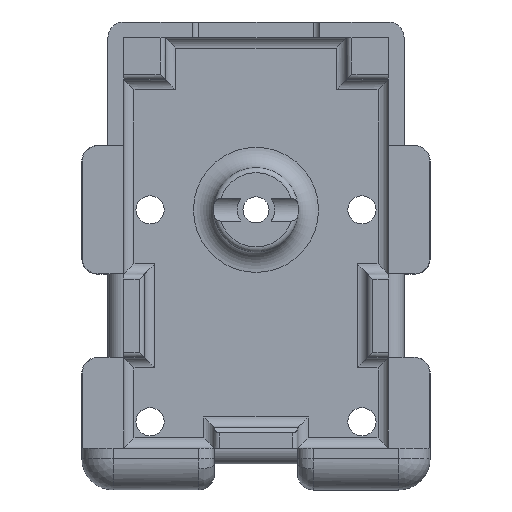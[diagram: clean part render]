
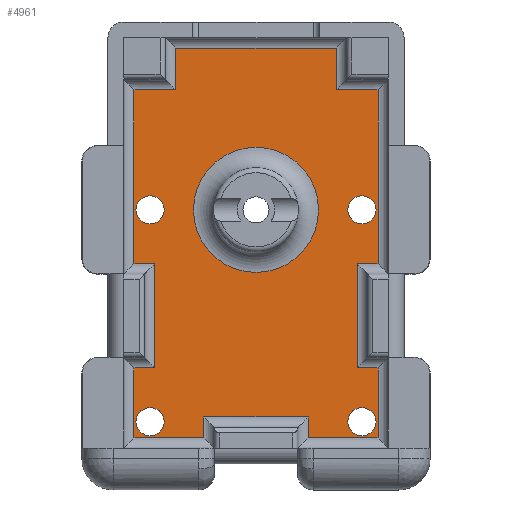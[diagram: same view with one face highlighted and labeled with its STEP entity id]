
A CAD part, top view. The second image highlights one B-rep face of the part: STEP entity #4961.
In plain terms, the highlighted planar face has unit normal (0, 0, 1).
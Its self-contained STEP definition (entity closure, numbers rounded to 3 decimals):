
#127=FACE_BOUND('',#878,.T.);
#128=FACE_BOUND('',#879,.T.);
#129=FACE_BOUND('',#880,.T.);
#130=FACE_BOUND('',#881,.T.);
#131=FACE_BOUND('',#882,.T.);
#250=PLANE('',#5362);
#575=FACE_OUTER_BOUND('',#877,.T.);
#877=EDGE_LOOP('',(#4153,#4154,#4155,#4156,#4157,#4158,#4159,#4160,#4161,
#4162,#4163,#4164,#4165,#4166,#4167,#4168,#4169,#4170,#4171,#4172));
#878=EDGE_LOOP('',(#4173));
#879=EDGE_LOOP('',(#4174));
#880=EDGE_LOOP('',(#4175));
#881=EDGE_LOOP('',(#4176));
#882=EDGE_LOOP('',(#4177));
#1291=LINE('',#8253,#1740);
#1293=LINE('',#8260,#1742);
#1294=LINE('',#8267,#1743);
#1295=LINE('',#8271,#1744);
#1297=LINE('',#8277,#1746);
#1298=LINE('',#8282,#1747);
#1300=LINE('',#8289,#1749);
#1301=LINE('',#8294,#1750);
#1302=LINE('',#8298,#1751);
#1303=LINE('',#8303,#1752);
#1305=LINE('',#8307,#1754);
#1306=LINE('',#8309,#1755);
#1308=LINE('',#8313,#1757);
#1309=LINE('',#8317,#1758);
#1310=LINE('',#8320,#1759);
#1311=LINE('',#8322,#1760);
#1312=LINE('',#8325,#1761);
#1313=LINE('',#8329,#1762);
#1314=LINE('',#8332,#1763);
#1315=LINE('',#8334,#1764);
#1740=VECTOR('',#6295,10.);
#1742=VECTOR('',#6303,10.);
#1743=VECTOR('',#6312,10.);
#1744=VECTOR('',#6317,10.);
#1746=VECTOR('',#6323,10.);
#1747=VECTOR('',#6330,10.);
#1749=VECTOR('',#6338,10.);
#1750=VECTOR('',#6345,10.);
#1751=VECTOR('',#6348,10.);
#1752=VECTOR('',#6355,10.);
#1754=VECTOR('',#6361,10.);
#1755=VECTOR('',#6364,10.);
#1757=VECTOR('',#6368,10.);
#1758=VECTOR('',#6373,10.);
#1759=VECTOR('',#6378,10.);
#1760=VECTOR('',#6381,10.);
#1761=VECTOR('',#6384,10.);
#1762=VECTOR('',#6389,10.);
#1763=VECTOR('',#6394,10.);
#1764=VECTOR('',#6397,10.);
#1967=CIRCLE('',#5224,1.35);
#1971=CIRCLE('',#5230,1.35);
#1975=CIRCLE('',#5236,1.35);
#1979=CIRCLE('',#5242,1.35);
#1991=CIRCLE('',#5267,6.);
#2326=VERTEX_POINT('',#7936);
#2330=VERTEX_POINT('',#7948);
#2334=VERTEX_POINT('',#7960);
#2338=VERTEX_POINT('',#7972);
#2358=VERTEX_POINT('',#8097);
#2405=VERTEX_POINT('',#8251);
#2406=VERTEX_POINT('',#8252);
#2407=VERTEX_POINT('',#8258);
#2408=VERTEX_POINT('',#8259);
#2409=VERTEX_POINT('',#8264);
#2410=VERTEX_POINT('',#8266);
#2411=VERTEX_POINT('',#8270);
#2412=VERTEX_POINT('',#8275);
#2413=VERTEX_POINT('',#8276);
#2414=VERTEX_POINT('',#8281);
#2415=VERTEX_POINT('',#8286);
#2416=VERTEX_POINT('',#8288);
#2417=VERTEX_POINT('',#8292);
#2418=VERTEX_POINT('',#8296);
#2419=VERTEX_POINT('',#8297);
#2420=VERTEX_POINT('',#8302);
#2421=VERTEX_POINT('',#8312);
#2422=VERTEX_POINT('',#8316);
#2423=VERTEX_POINT('',#8324);
#2424=VERTEX_POINT('',#8328);
#2866=EDGE_CURVE('',#2326,#2326,#1967,.T.);
#2872=EDGE_CURVE('',#2330,#2330,#1971,.T.);
#2878=EDGE_CURVE('',#2334,#2334,#1975,.T.);
#2884=EDGE_CURVE('',#2338,#2338,#1979,.T.);
#2917=EDGE_CURVE('',#2358,#2358,#1991,.T.);
#2992=EDGE_CURVE('',#2405,#2406,#1291,.T.);
#2996=EDGE_CURVE('',#2407,#2408,#1293,.T.);
#3000=EDGE_CURVE('',#2409,#2410,#1294,.T.);
#3002=EDGE_CURVE('',#2408,#2411,#1295,.T.);
#3005=EDGE_CURVE('',#2412,#2413,#1297,.T.);
#3008=EDGE_CURVE('',#2413,#2414,#1298,.T.);
#3012=EDGE_CURVE('',#2415,#2416,#1300,.T.);
#3015=EDGE_CURVE('',#2417,#2415,#1301,.T.);
#3016=EDGE_CURVE('',#2418,#2419,#1302,.T.);
#3019=EDGE_CURVE('',#2419,#2420,#1303,.T.);
#3022=EDGE_CURVE('',#2420,#2417,#1305,.T.);
#3023=EDGE_CURVE('',#2414,#2418,#1306,.T.);
#3025=EDGE_CURVE('',#2416,#2421,#1308,.T.);
#3027=EDGE_CURVE('',#2421,#2422,#1309,.T.);
#3029=EDGE_CURVE('',#2411,#2412,#1310,.T.);
#3030=EDGE_CURVE('',#2422,#2409,#1311,.T.);
#3031=EDGE_CURVE('',#2410,#2423,#1312,.T.);
#3033=EDGE_CURVE('',#2424,#2407,#1313,.T.);
#3035=EDGE_CURVE('',#2423,#2405,#1314,.T.);
#3036=EDGE_CURVE('',#2406,#2424,#1315,.T.);
#4153=ORIENTED_EDGE('',*,*,#3016,.F.);
#4154=ORIENTED_EDGE('',*,*,#3023,.F.);
#4155=ORIENTED_EDGE('',*,*,#3008,.F.);
#4156=ORIENTED_EDGE('',*,*,#3005,.F.);
#4157=ORIENTED_EDGE('',*,*,#3029,.F.);
#4158=ORIENTED_EDGE('',*,*,#3002,.F.);
#4159=ORIENTED_EDGE('',*,*,#2996,.F.);
#4160=ORIENTED_EDGE('',*,*,#3033,.F.);
#4161=ORIENTED_EDGE('',*,*,#3036,.F.);
#4162=ORIENTED_EDGE('',*,*,#2992,.F.);
#4163=ORIENTED_EDGE('',*,*,#3035,.F.);
#4164=ORIENTED_EDGE('',*,*,#3031,.F.);
#4165=ORIENTED_EDGE('',*,*,#3000,.F.);
#4166=ORIENTED_EDGE('',*,*,#3030,.F.);
#4167=ORIENTED_EDGE('',*,*,#3027,.F.);
#4168=ORIENTED_EDGE('',*,*,#3025,.F.);
#4169=ORIENTED_EDGE('',*,*,#3012,.F.);
#4170=ORIENTED_EDGE('',*,*,#3015,.F.);
#4171=ORIENTED_EDGE('',*,*,#3022,.F.);
#4172=ORIENTED_EDGE('',*,*,#3019,.F.);
#4173=ORIENTED_EDGE('',*,*,#2878,.T.);
#4174=ORIENTED_EDGE('',*,*,#2884,.T.);
#4175=ORIENTED_EDGE('',*,*,#2866,.T.);
#4176=ORIENTED_EDGE('',*,*,#2872,.T.);
#4177=ORIENTED_EDGE('',*,*,#2917,.F.);
#4961=ADVANCED_FACE('',(#575,#127,#128,#129,#130,#131),#250,.T.);
#5224=AXIS2_PLACEMENT_3D('',#7937,#6030,#6031);
#5230=AXIS2_PLACEMENT_3D('',#7949,#6044,#6045);
#5236=AXIS2_PLACEMENT_3D('',#7961,#6058,#6059);
#5242=AXIS2_PLACEMENT_3D('',#7973,#6072,#6073);
#5267=AXIS2_PLACEMENT_3D('',#8099,#6137,#6138);
#5362=AXIS2_PLACEMENT_3D('',#8369,#6422,#6423);
#6030=DIRECTION('center_axis',(0.,0.,-1.));
#6031=DIRECTION('ref_axis',(-1.,0.,0.));
#6044=DIRECTION('center_axis',(0.,0.,-1.));
#6045=DIRECTION('ref_axis',(-1.,0.,0.));
#6058=DIRECTION('center_axis',(0.,0.,-1.));
#6059=DIRECTION('ref_axis',(-1.,0.,0.));
#6072=DIRECTION('center_axis',(0.,0.,-1.));
#6073=DIRECTION('ref_axis',(-1.,0.,0.));
#6137=DIRECTION('center_axis',(0.,0.,1.));
#6138=DIRECTION('ref_axis',(-1.,0.,0.));
#6295=DIRECTION('',(0.,1.,0.));
#6303=DIRECTION('',(-1.,0.,0.));
#6312=DIRECTION('',(-1.,0.,0.));
#6317=DIRECTION('',(0.,1.,0.));
#6323=DIRECTION('',(0.,1.,0.));
#6330=DIRECTION('',(1.,0.,0.));
#6338=DIRECTION('',(1.,0.,0.));
#6345=DIRECTION('',(0.,-1.,0.));
#6348=DIRECTION('',(1.,0.,0.));
#6355=DIRECTION('',(0.,-1.,0.));
#6361=DIRECTION('',(-1.,0.,0.));
#6364=DIRECTION('',(0.,-1.,0.));
#6368=DIRECTION('',(0.,-1.,0.));
#6373=DIRECTION('',(-1.,0.,0.));
#6378=DIRECTION('',(1.,0.,0.));
#6381=DIRECTION('',(0.,1.,0.));
#6384=DIRECTION('',(0.,-1.,0.));
#6389=DIRECTION('',(0.,1.,0.));
#6394=DIRECTION('',(-1.,0.,0.));
#6397=DIRECTION('',(1.,0.,0.));
#6422=DIRECTION('center_axis',(0.,0.,1.));
#6423=DIRECTION('ref_axis',(1.,0.,0.));
#7936=CARTESIAN_POINT('',(3.89,22.86,-2.));
#7937=CARTESIAN_POINT('Origin',(2.54,22.86,-2.));
#7948=CARTESIAN_POINT('',(3.89,2.54,-2.));
#7949=CARTESIAN_POINT('Origin',(2.54,2.54,-2.));
#7960=CARTESIAN_POINT('',(24.21,22.86,-2.));
#7961=CARTESIAN_POINT('Origin',(22.86,22.86,-2.));
#7972=CARTESIAN_POINT('',(24.21,2.54,-2.));
#7973=CARTESIAN_POINT('Origin',(22.86,2.54,-2.));
#8097=CARTESIAN_POINT('',(18.7,22.86,-2.));
#8099=CARTESIAN_POINT('Origin',(12.7,22.86,-2.));
#8251=CARTESIAN_POINT('',(1.,1.,-2.));
#8252=CARTESIAN_POINT('',(1.,7.699,-2.));
#8253=CARTESIAN_POINT('',(1.,19.31,-2.));
#8258=CARTESIAN_POINT('',(3.,17.701,-2.));
#8259=CARTESIAN_POINT('',(1.,17.701,-2.));
#8260=CARTESIAN_POINT('',(6.975,17.701,-2.));
#8264=CARTESIAN_POINT('',(17.701,3.,-2.));
#8266=CARTESIAN_POINT('',(7.699,3.,-2.));
#8267=CARTESIAN_POINT('',(14.326,3.,-2.));
#8270=CARTESIAN_POINT('',(1.,34.37,-2.));
#8271=CARTESIAN_POINT('',(1.,19.31,-2.));
#8275=CARTESIAN_POINT('',(5.,34.37,-2.));
#8276=CARTESIAN_POINT('',(5.,38.37,-2.));
#8277=CARTESIAN_POINT('',(5.,27.153,-2.));
#8281=CARTESIAN_POINT('',(20.4,38.37,-2.));
#8282=CARTESIAN_POINT('',(12.325,38.37,-2.));
#8286=CARTESIAN_POINT('',(22.4,7.699,-2.));
#8288=CARTESIAN_POINT('',(24.4,7.699,-2.));
#8289=CARTESIAN_POINT('',(17.675,7.699,-2.));
#8292=CARTESIAN_POINT('',(22.4,17.701,-2.));
#8294=CARTESIAN_POINT('',(22.4,17.818,-2.));
#8296=CARTESIAN_POINT('',(20.4,34.37,-2.));
#8297=CARTESIAN_POINT('',(24.4,34.37,-2.));
#8298=CARTESIAN_POINT('',(16.675,34.37,-2.));
#8302=CARTESIAN_POINT('',(24.4,17.701,-2.));
#8303=CARTESIAN_POINT('',(24.4,19.31,-2.));
#8307=CARTESIAN_POINT('',(18.675,17.701,-2.));
#8309=CARTESIAN_POINT('',(20.4,29.153,-2.));
#8312=CARTESIAN_POINT('',(24.4,1.,-2.));
#8313=CARTESIAN_POINT('',(24.4,19.31,-2.));
#8316=CARTESIAN_POINT('',(17.701,1.,-2.));
#8317=CARTESIAN_POINT('',(12.325,1.,-2.));
#8320=CARTESIAN_POINT('',(5.975,34.37,-2.));
#8322=CARTESIAN_POINT('',(17.701,9.467,-2.));
#8324=CARTESIAN_POINT('',(7.699,1.,-2.));
#8325=CARTESIAN_POINT('',(7.699,10.468,-2.));
#8328=CARTESIAN_POINT('',(3.,7.699,-2.));
#8329=CARTESIAN_POINT('',(3.,13.817,-2.));
#8332=CARTESIAN_POINT('',(12.325,1.,-2.));
#8334=CARTESIAN_POINT('',(5.975,7.699,-2.));
#8369=CARTESIAN_POINT('Origin',(11.95,18.935,-2.));
